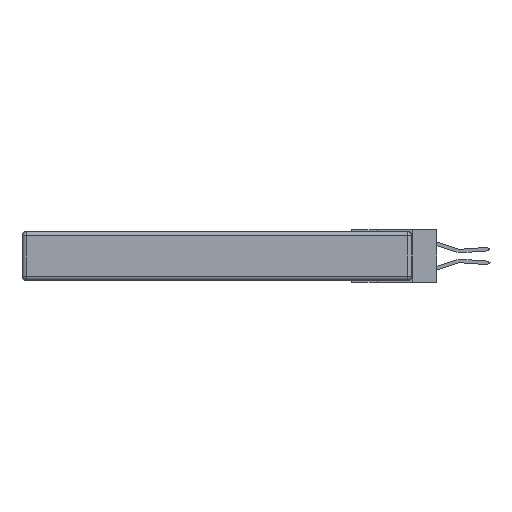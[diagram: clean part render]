
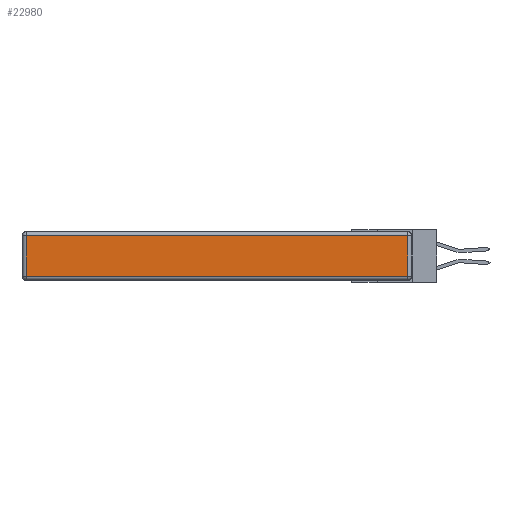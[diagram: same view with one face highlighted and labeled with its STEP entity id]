
A CAD part, left-side view. The second image highlights one B-rep face of the part: STEP entity #22980.
In plain terms, the highlighted planar face has unit normal (-1, 0, 0).
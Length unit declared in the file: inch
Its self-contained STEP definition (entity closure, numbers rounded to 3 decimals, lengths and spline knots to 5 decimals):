
#1002 = DIRECTION ( 'NONE',  ( 0., 0., 1. ) ) ;
#1527 = VERTEX_POINT ( 'NONE', #5701 ) ;
#1541 = FACE_OUTER_BOUND ( 'NONE', #22106, .T. ) ;
#3550 = EDGE_CURVE ( 'NONE', #1527, #3934, #23662, .T. ) ;
#3934 = VERTEX_POINT ( 'NONE', #9711 ) ;
#4088 = ORIENTED_EDGE ( 'NONE', *, *, #3550, .T. ) ;
#4491 = CARTESIAN_POINT ( 'NONE',  ( 0., 0., -0.313 ) ) ;
#5121 = CARTESIAN_POINT ( 'NONE',  ( 0., 2.72, -0.313 ) ) ;
#5701 = CARTESIAN_POINT ( 'NONE',  ( 0., 0.03, -0.03 ) ) ;
#6013 = VERTEX_POINT ( 'NONE', #5121 ) ;
#6200 = DIRECTION ( 'NONE',  ( 0., 0., -1. ) ) ;
#6205 = DIRECTION ( 'NONE',  ( 0., 0., 1. ) ) ;
#6285 = EDGE_CURVE ( 'NONE', #6013, #17463, #11434, .T. ) ;
#7806 = ORIENTED_EDGE ( 'NONE', *, *, #28173, .T. ) ;
#8498 = CARTESIAN_POINT ( 'NONE',  ( 0., 0.03, -0.313 ) ) ;
#8827 = CARTESIAN_POINT ( 'NONE',  ( 0., 2.72, -0.343 ) ) ;
#9711 = CARTESIAN_POINT ( 'NONE',  ( 0., 2.72, -0.03 ) ) ;
#11075 = VECTOR ( 'NONE', #16811, 39.37008 ) ;
#11129 = DIRECTION ( 'NONE',  ( -1., 0., 0. ) ) ;
#11434 = LINE ( 'NONE', #4491, #11075 ) ;
#13066 = LINE ( 'NONE', #8827, #20693 ) ;
#16083 = CARTESIAN_POINT ( 'NONE',  ( 0., 2.75, -0.03 ) ) ;
#16811 = DIRECTION ( 'NONE',  ( 0., -1., 0. ) ) ;
#17443 = LINE ( 'NONE', #18333, #28180 ) ;
#17463 = VERTEX_POINT ( 'NONE', #8498 ) ;
#18333 = CARTESIAN_POINT ( 'NONE',  ( 0., 0.03, -0.343 ) ) ;
#20693 = VECTOR ( 'NONE', #6200, 39.37008 ) ;
#21078 = DIRECTION ( 'NONE',  ( 0., 1., 0. ) ) ;
#22106 = EDGE_LOOP ( 'NONE', ( #30108, #25281, #4088, #7806 ) ) ;
#22980 = ADVANCED_FACE ( 'NONE', ( #1541 ), #30911, .T. ) ;
#23662 = LINE ( 'NONE', #16083, #28991 ) ;
#23886 = AXIS2_PLACEMENT_3D ( 'NONE', #28264, #11129, #6205 ) ;
#24884 = EDGE_CURVE ( 'NONE', #17463, #1527, #17443, .T. ) ;
#25281 = ORIENTED_EDGE ( 'NONE', *, *, #24884, .T. ) ;
#28173 = EDGE_CURVE ( 'NONE', #3934, #6013, #13066, .T. ) ;
#28180 = VECTOR ( 'NONE', #1002, 39.37008 ) ;
#28264 = CARTESIAN_POINT ( 'NONE',  ( 0., 0., -0.343 ) ) ;
#28991 = VECTOR ( 'NONE', #21078, 39.37008 ) ;
#30108 = ORIENTED_EDGE ( 'NONE', *, *, #6285, .T. ) ;
#30911 = PLANE ( 'NONE',  #23886 ) ;
